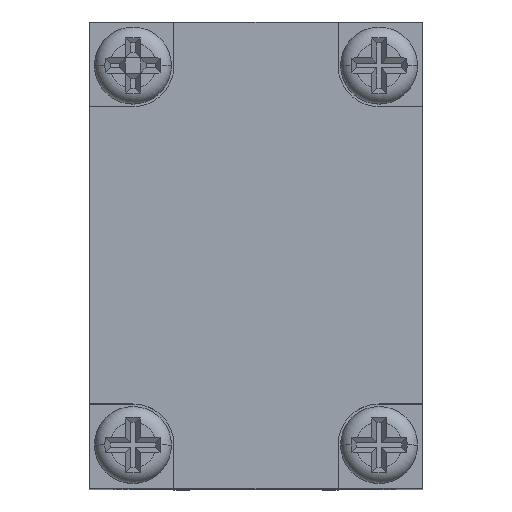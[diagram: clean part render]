
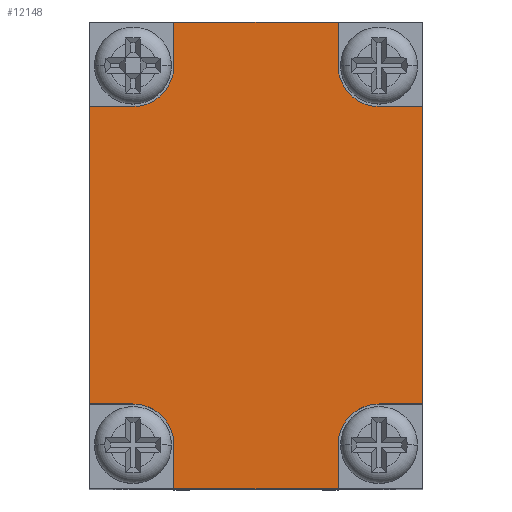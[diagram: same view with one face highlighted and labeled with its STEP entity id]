
A CAD part, top view. The second image highlights one B-rep face of the part: STEP entity #12148.
In plain terms, the highlighted planar face has unit normal (0, 0, 1).
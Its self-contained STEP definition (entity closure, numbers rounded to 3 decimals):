
#2165 = CARTESIAN_POINT ( 'NONE',  ( -16.25, 45.5, 0. ) ) ;
#2166 = DIRECTION ( 'NONE',  ( 0., -1., 0. ) ) ;
#2183 = CARTESIAN_POINT ( 'NONE',  ( -16.25, 45.5, 0. ) ) ;
#2184 = DIRECTION ( 'NONE',  ( -1., 0., 0. ) ) ;
#2193 = CARTESIAN_POINT ( 'NONE',  ( 16.25, 45.5, 0. ) ) ;
#2194 = DIRECTION ( 'NONE',  ( 0., 1., 0. ) ) ;
#2205 = CARTESIAN_POINT ( 'NONE',  ( -16.25, 0., 0. ) ) ;
#2206 = DIRECTION ( 'NONE',  ( 1., 0., 0. ) ) ;
#2217 = CARTESIAN_POINT ( 'NONE',  ( -8., 4.25, 0. ) ) ;
#2218 = DIRECTION ( 'NONE',  ( 0., 1., 0. ) ) ;
#2219 = CARTESIAN_POINT ( 'NONE',  ( 8., 4.25, 0. ) ) ;
#2220 = DIRECTION ( 'NONE',  ( 0., -1., 0. ) ) ;
#2221 = CARTESIAN_POINT ( 'NONE',  ( 12., 4.25, 0. ) ) ;
#2222 = DIRECTION ( 'NONE',  ( 0., 0., 1. ) ) ;
#2223 = DIRECTION ( 'NONE',  ( 1., 0., 0. ) ) ;
#2224 = CARTESIAN_POINT ( 'NONE',  ( 12., 8.25, 0. ) ) ;
#2225 = DIRECTION ( 'NONE',  ( -1., 0., 0. ) ) ;
#2226 = CARTESIAN_POINT ( 'NONE',  ( 12., 37.25, 0. ) ) ;
#2227 = DIRECTION ( 'NONE',  ( 1., 0., 0. ) ) ;
#2228 = CARTESIAN_POINT ( 'NONE',  ( 12., 41.25, 0. ) ) ;
#2229 = DIRECTION ( 'NONE',  ( 0., 0., 1. ) ) ;
#2230 = DIRECTION ( 'NONE',  ( -1., 0., 0. ) ) ;
#2231 = CARTESIAN_POINT ( 'NONE',  ( 8., 41.25, 0. ) ) ;
#2232 = DIRECTION ( 'NONE',  ( 0., -1., 0. ) ) ;
#2233 = CARTESIAN_POINT ( 'NONE',  ( -8., 41.25, 0. ) ) ;
#2234 = DIRECTION ( 'NONE',  ( 0., 1., 0. ) ) ;
#2235 = CARTESIAN_POINT ( 'NONE',  ( -12., 41.25, 0. ) ) ;
#2236 = DIRECTION ( 'NONE',  ( 0., 0., 1. ) ) ;
#2237 = DIRECTION ( 'NONE',  ( 1., 0., 0. ) ) ;
#2238 = CARTESIAN_POINT ( 'NONE',  ( -12., 37.25, 0. ) ) ;
#2239 = DIRECTION ( 'NONE',  ( 1., 0., 0. ) ) ;
#2240 = CARTESIAN_POINT ( 'NONE',  ( -12., 8.25, 0. ) ) ;
#2241 = DIRECTION ( 'NONE',  ( -1., 0., 0. ) ) ;
#2242 = CARTESIAN_POINT ( 'NONE',  ( -12., 4.25, 0. ) ) ;
#2243 = DIRECTION ( 'NONE',  ( 0., 0., 1. ) ) ;
#2244 = DIRECTION ( 'NONE',  ( -1., 0., 0. ) ) ;
#2728 = FACE_OUTER_BOUND ( 'NONE', #12409, .T. ) ;
#3308 = PLANE ( 'NONE',  #7496 ) ;
#3309 = CARTESIAN_POINT ( 'NONE',  ( -16.25, 0., 0. ) ) ;
#3310 = DIRECTION ( 'NONE',  ( 0., 0., 1. ) ) ;
#3311 = DIRECTION ( 'NONE',  ( 1., 0., 0. ) ) ;
#4649 = EDGE_CURVE ( 'NONE', #10543, #10483, #7960, .T. ) ;
#4658 = EDGE_CURVE ( 'NONE', #10562, #10425, #7978, .T. ) ;
#4663 = EDGE_CURVE ( 'NONE', #10529, #10513, #7988, .T. ) ;
#4669 = EDGE_CURVE ( 'NONE', #10488, #10506, #8000, .T. ) ;
#4675 = EDGE_CURVE ( 'NONE', #10488, #10421, #8012, .T. ) ;
#4676 = EDGE_CURVE ( 'NONE', #10587, #10506, #8014, .T. ) ;
#4677 = EDGE_CURVE ( 'NONE', #10550, #10587, #8017, .T. ) ;
#4678 = EDGE_CURVE ( 'NONE', #10529, #10550, #8016, .T. ) ;
#4679 = EDGE_CURVE ( 'NONE', #10496, #10513, #8019, .T. ) ;
#4680 = EDGE_CURVE ( 'NONE', #10433, #10496, #8022, .T. ) ;
#4681 = EDGE_CURVE ( 'NONE', #10562, #10433, #8021, .T. ) ;
#4682 = EDGE_CURVE ( 'NONE', #10559, #10425, #8024, .T. ) ;
#4683 = EDGE_CURVE ( 'NONE', #10474, #10559, #8027, .T. ) ;
#4684 = EDGE_CURVE ( 'NONE', #10543, #10474, #8026, .T. ) ;
#4685 = EDGE_CURVE ( 'NONE', #10515, #10483, #8029, .T. ) ;
#4686 = EDGE_CURVE ( 'NONE', #10421, #10515, #8032, .T. ) ;
#5491 = CARTESIAN_POINT ( 'NONE',  ( -8., 4.25, 0. ) ) ;
#5495 = CARTESIAN_POINT ( 'NONE',  ( -8., 45.5, 0. ) ) ;
#5503 = CARTESIAN_POINT ( 'NONE',  ( 8., 41.25, 0. ) ) ;
#5544 = CARTESIAN_POINT ( 'NONE',  ( -12., 37.25, 0. ) ) ;
#5553 = CARTESIAN_POINT ( 'NONE',  ( -16.25, 8.25, 0. ) ) ;
#5558 = CARTESIAN_POINT ( 'NONE',  ( -8., 0., 0. ) ) ;
#5566 = CARTESIAN_POINT ( 'NONE',  ( 12., 37.25, 0. ) ) ;
#5576 = CARTESIAN_POINT ( 'NONE',  ( 8., 0., 0. ) ) ;
#5583 = CARTESIAN_POINT ( 'NONE',  ( 16.25, 37.25, 0. ) ) ;
#5585 = CARTESIAN_POINT ( 'NONE',  ( -12., 8.25, 0. ) ) ;
#5599 = CARTESIAN_POINT ( 'NONE',  ( 16.25, 8.25, 0. ) ) ;
#5613 = CARTESIAN_POINT ( 'NONE',  ( -16.25, 37.25, 0. ) ) ;
#5620 = CARTESIAN_POINT ( 'NONE',  ( 12., 8.25, 0. ) ) ;
#5629 = CARTESIAN_POINT ( 'NONE',  ( -8., 41.25, 0. ) ) ;
#5632 = CARTESIAN_POINT ( 'NONE',  ( 8., 45.5, 0. ) ) ;
#5657 = CARTESIAN_POINT ( 'NONE',  ( 8., 4.25, 0. ) ) ;
#7295 = AXIS2_PLACEMENT_3D ( 'NONE', #2221, #2222, #2223 ) ;
#7296 = AXIS2_PLACEMENT_3D ( 'NONE', #2228, #2229, #2230 ) ;
#7297 = AXIS2_PLACEMENT_3D ( 'NONE', #2235, #2236, #2237 ) ;
#7298 = AXIS2_PLACEMENT_3D ( 'NONE', #2242, #2243, #2244 ) ;
#7496 = AXIS2_PLACEMENT_3D ( 'NONE', #3309, #3310, #3311 ) ;
#7960 = LINE ( 'NONE', #2165, #7961 ) ;
#7961 = VECTOR ( 'NONE', #2166, 1000. ) ;
#7978 = LINE ( 'NONE', #2183, #7979 ) ;
#7979 = VECTOR ( 'NONE', #2184, 1000. ) ;
#7988 = LINE ( 'NONE', #2193, #7989 ) ;
#7989 = VECTOR ( 'NONE', #2194, 1000. ) ;
#8000 = LINE ( 'NONE', #2205, #8001 ) ;
#8001 = VECTOR ( 'NONE', #2206, 1000. ) ;
#8012 = LINE ( 'NONE', #2217, #8013 ) ;
#8013 = VECTOR ( 'NONE', #2218, 1000. ) ;
#8014 = LINE ( 'NONE', #2219, #8015 ) ;
#8015 = VECTOR ( 'NONE', #2220, 1000. ) ;
#8016 = LINE ( 'NONE', #2224, #8018 ) ;
#8017 = CIRCLE ( 'NONE', #7295, 4. ) ;
#8018 = VECTOR ( 'NONE', #2225, 1000. ) ;
#8019 = LINE ( 'NONE', #2226, #8020 ) ;
#8020 = VECTOR ( 'NONE', #2227, 1000. ) ;
#8021 = LINE ( 'NONE', #2231, #8023 ) ;
#8022 = CIRCLE ( 'NONE', #7296, 4. ) ;
#8023 = VECTOR ( 'NONE', #2232, 1000. ) ;
#8024 = LINE ( 'NONE', #2233, #8025 ) ;
#8025 = VECTOR ( 'NONE', #2234, 1000. ) ;
#8026 = LINE ( 'NONE', #2238, #8028 ) ;
#8027 = CIRCLE ( 'NONE', #7297, 4. ) ;
#8028 = VECTOR ( 'NONE', #2239, 1000. ) ;
#8029 = LINE ( 'NONE', #2240, #8030 ) ;
#8030 = VECTOR ( 'NONE', #2241, 1000. ) ;
#8032 = CIRCLE ( 'NONE', #7298, 4. ) ;
#9193 = ORIENTED_EDGE ( 'NONE', *, *, #4675, .F. ) ;
#9194 = ORIENTED_EDGE ( 'NONE', *, *, #4669, .T. ) ;
#9195 = ORIENTED_EDGE ( 'NONE', *, *, #4676, .F. ) ;
#9196 = ORIENTED_EDGE ( 'NONE', *, *, #4677, .F. ) ;
#9197 = ORIENTED_EDGE ( 'NONE', *, *, #4678, .F. ) ;
#9198 = ORIENTED_EDGE ( 'NONE', *, *, #4663, .T. ) ;
#9199 = ORIENTED_EDGE ( 'NONE', *, *, #4679, .F. ) ;
#9200 = ORIENTED_EDGE ( 'NONE', *, *, #4680, .F. ) ;
#9201 = ORIENTED_EDGE ( 'NONE', *, *, #4681, .F. ) ;
#9202 = ORIENTED_EDGE ( 'NONE', *, *, #4658, .T. ) ;
#9203 = ORIENTED_EDGE ( 'NONE', *, *, #4682, .F. ) ;
#9204 = ORIENTED_EDGE ( 'NONE', *, *, #4683, .F. ) ;
#9205 = ORIENTED_EDGE ( 'NONE', *, *, #4684, .F. ) ;
#9206 = ORIENTED_EDGE ( 'NONE', *, *, #4649, .T. ) ;
#9207 = ORIENTED_EDGE ( 'NONE', *, *, #4685, .F. ) ;
#9208 = ORIENTED_EDGE ( 'NONE', *, *, #4686, .F. ) ;
#10421 = VERTEX_POINT ( 'NONE', #5491 ) ;
#10425 = VERTEX_POINT ( 'NONE', #5495 ) ;
#10433 = VERTEX_POINT ( 'NONE', #5503 ) ;
#10474 = VERTEX_POINT ( 'NONE', #5544 ) ;
#10483 = VERTEX_POINT ( 'NONE', #5553 ) ;
#10488 = VERTEX_POINT ( 'NONE', #5558 ) ;
#10496 = VERTEX_POINT ( 'NONE', #5566 ) ;
#10506 = VERTEX_POINT ( 'NONE', #5576 ) ;
#10513 = VERTEX_POINT ( 'NONE', #5583 ) ;
#10515 = VERTEX_POINT ( 'NONE', #5585 ) ;
#10529 = VERTEX_POINT ( 'NONE', #5599 ) ;
#10543 = VERTEX_POINT ( 'NONE', #5613 ) ;
#10550 = VERTEX_POINT ( 'NONE', #5620 ) ;
#10559 = VERTEX_POINT ( 'NONE', #5629 ) ;
#10562 = VERTEX_POINT ( 'NONE', #5632 ) ;
#10587 = VERTEX_POINT ( 'NONE', #5657 ) ;
#12148 = ADVANCED_FACE ( 'NONE', ( #2728 ), #3308, .T. ) ;
#12409 = EDGE_LOOP ( 'NONE', ( #9193, #9194, #9195, #9196, #9197, #9198, #9199, #9200, #9201, #9202, #9203, #9204, #9205, #9206, #9207, #9208 ) ) ;
